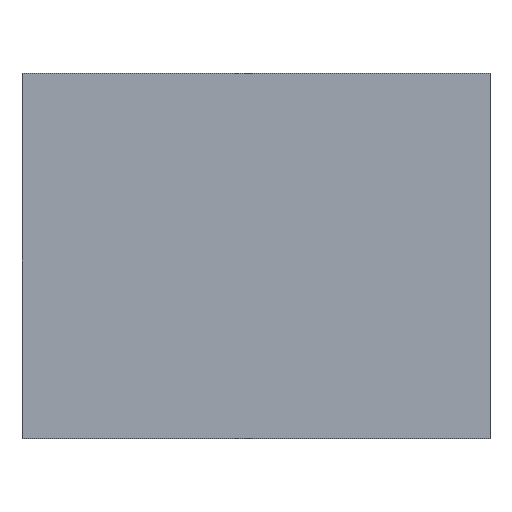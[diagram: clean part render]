
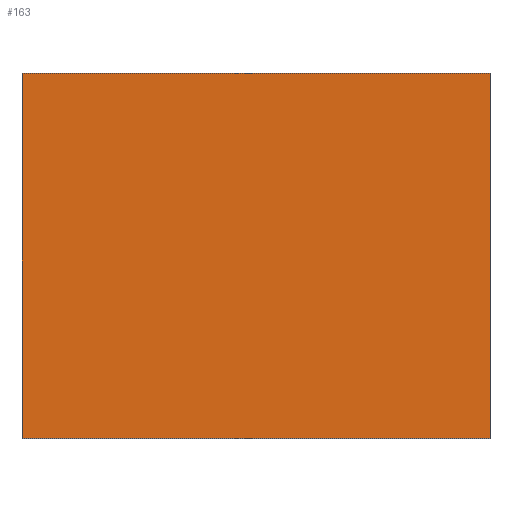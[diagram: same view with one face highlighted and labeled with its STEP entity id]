
A CAD part, top view. The second image highlights one B-rep face of the part: STEP entity #163.
In plain terms, the highlighted planar face has unit normal (0, 0, 1).
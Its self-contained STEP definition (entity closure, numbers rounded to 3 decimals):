
#4 = VECTOR ( 'NONE', #84, 1000. ) ;
#5 = EDGE_LOOP ( 'NONE', ( #182, #214, #31, #143 ) ) ;
#6 = CARTESIAN_POINT ( 'NONE',  ( 15.9, 12.4, 0.95 ) ) ;
#10 = AXIS2_PLACEMENT_3D ( 'NONE', #132, #135, #47 ) ;
#31 = ORIENTED_EDGE ( 'NONE', *, *, #236, .T. ) ;
#40 = CARTESIAN_POINT ( 'NONE',  ( 15.9, -12.4, 0.95 ) ) ;
#47 = DIRECTION ( 'NONE',  ( -1., 0., 0. ) ) ;
#48 = LINE ( 'NONE', #113, #192 ) ;
#49 = VERTEX_POINT ( 'NONE', #79 ) ;
#56 = LINE ( 'NONE', #136, #4 ) ;
#57 = EDGE_CURVE ( 'NONE', #142, #178, #48, .T. ) ;
#62 = EDGE_CURVE ( 'NONE', #166, #142, #145, .T. ) ;
#63 = FACE_OUTER_BOUND ( 'NONE', #5, .T. ) ;
#75 = VECTOR ( 'NONE', #203, 1000. ) ;
#79 = CARTESIAN_POINT ( 'NONE',  ( -15.9, -12.4, 0.95 ) ) ;
#81 = VECTOR ( 'NONE', #122, 1000. ) ;
#84 = DIRECTION ( 'NONE',  ( 1., 0., 0. ) ) ;
#104 = CARTESIAN_POINT ( 'NONE',  ( -15.9, -12.4, 0.95 ) ) ;
#113 = CARTESIAN_POINT ( 'NONE',  ( -15.9, 12.4, 0.95 ) ) ;
#122 = DIRECTION ( 'NONE',  ( 0., -1., 0. ) ) ;
#132 = CARTESIAN_POINT ( 'NONE',  ( 0., 0., 0.95 ) ) ;
#135 = DIRECTION ( 'NONE',  ( 0., 0., -1. ) ) ;
#136 = CARTESIAN_POINT ( 'NONE',  ( -15.9, -12.4, 0.95 ) ) ;
#142 = VERTEX_POINT ( 'NONE', #6 ) ;
#143 = ORIENTED_EDGE ( 'NONE', *, *, #228, .T. ) ;
#145 = LINE ( 'NONE', #40, #75 ) ;
#160 = DIRECTION ( 'NONE',  ( -1., 0., 0. ) ) ;
#163 = ADVANCED_FACE ( 'NONE', ( #63 ), #168, .F. ) ;
#166 = VERTEX_POINT ( 'NONE', #186 ) ;
#168 = PLANE ( 'NONE',  #10 ) ;
#178 = VERTEX_POINT ( 'NONE', #191 ) ;
#182 = ORIENTED_EDGE ( 'NONE', *, *, #62, .T. ) ;
#186 = CARTESIAN_POINT ( 'NONE',  ( 15.9, -12.4, 0.95 ) ) ;
#191 = CARTESIAN_POINT ( 'NONE',  ( -15.9, 12.4, 0.95 ) ) ;
#192 = VECTOR ( 'NONE', #160, 1000. ) ;
#203 = DIRECTION ( 'NONE',  ( 0., 1., 0. ) ) ;
#214 = ORIENTED_EDGE ( 'NONE', *, *, #57, .T. ) ;
#228 = EDGE_CURVE ( 'NONE', #49, #166, #56, .T. ) ;
#233 = LINE ( 'NONE', #104, #81 ) ;
#236 = EDGE_CURVE ( 'NONE', #178, #49, #233, .T. ) ;
